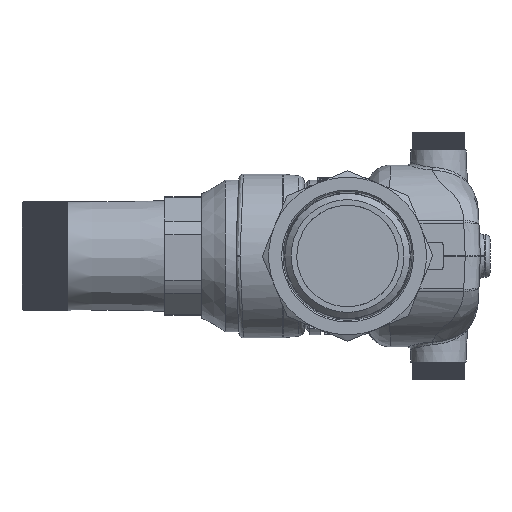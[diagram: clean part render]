
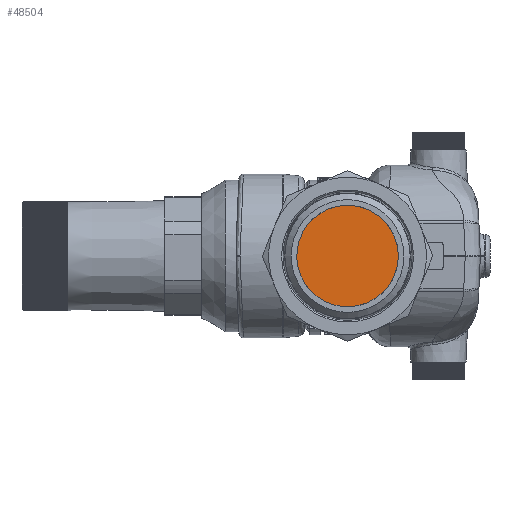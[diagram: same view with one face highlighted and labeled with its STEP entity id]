
A CAD part, left-side view. The second image highlights one B-rep face of the part: STEP entity #48504.
In plain terms, the highlighted planar face has unit normal (-1, 0, 0).
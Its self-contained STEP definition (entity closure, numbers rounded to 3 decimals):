
#528=PLANE('',#51192);
#4860=FACE_OUTER_BOUND('',#7527,.T.);
#7527=EDGE_LOOP('',(#33451));
#10275=CIRCLE('',#51193,16.75);
#21621=VERTEX_POINT('',#68221);
#26245=EDGE_CURVE('',#21621,#21621,#10275,.T.);
#33451=ORIENTED_EDGE('',*,*,#26245,.F.);
#48504=ADVANCED_FACE('',(#4860),#528,.T.);
#51192=AXIS2_PLACEMENT_3D('',#68220,#55460,#55461);
#51193=AXIS2_PLACEMENT_3D('',#68222,#55462,#55463);
#55460=DIRECTION('center_axis',(-1.,0.,0.));
#55461=DIRECTION('ref_axis',(0.,-1.,0.));
#55462=DIRECTION('center_axis',(1.,0.,0.));
#55463=DIRECTION('ref_axis',(0.,1.,0.));
#68220=CARTESIAN_POINT('Origin',(-68.519,122.954,0.));
#68221=CARTESIAN_POINT('',(-68.519,-11.227,0.));
#68222=CARTESIAN_POINT('Origin',(-68.519,5.523,0.));
